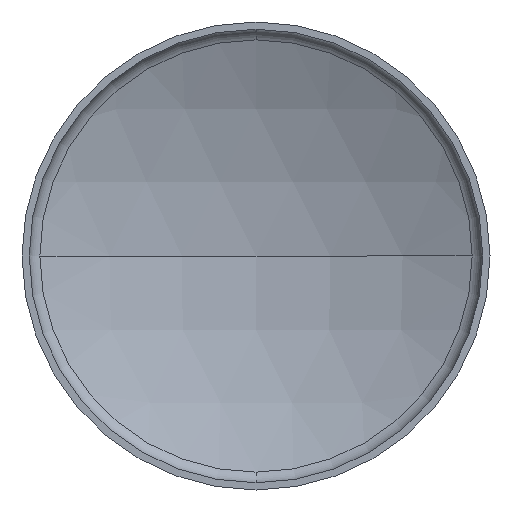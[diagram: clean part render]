
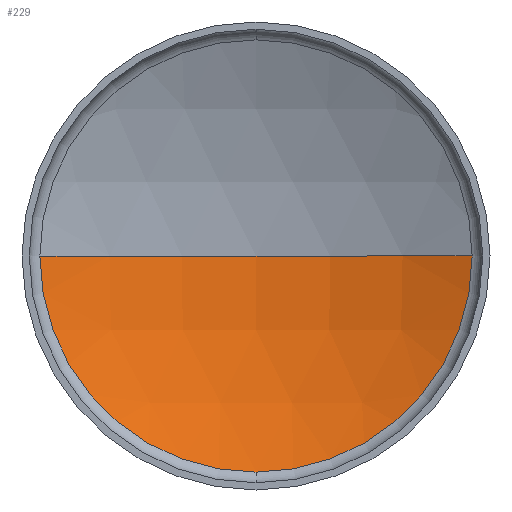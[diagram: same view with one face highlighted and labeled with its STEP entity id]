
A CAD part, front view. The second image highlights one B-rep face of the part: STEP entity #229.
In plain terms, the highlighted spherical face has radius 143.5 mm.
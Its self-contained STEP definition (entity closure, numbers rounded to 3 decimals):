
#5 = AXIS2_PLACEMENT_3D ( 'NONE', #189, #338, #22 ) ;
#12 = CARTESIAN_POINT ( 'NONE',  ( 0., 22.049, 0. ) ) ;
#19 = ORIENTED_EDGE ( 'NONE', *, *, #86, .F. ) ;
#20 = FACE_OUTER_BOUND ( 'NONE', #141, .T. ) ;
#22 = DIRECTION ( 'NONE',  ( 0., 0., 1. ) ) ;
#24 = CARTESIAN_POINT ( 'NONE',  ( 0., -108.5, 0. ) ) ;
#27 = CIRCLE ( 'NONE', #34, 59.576 ) ;
#31 = CARTESIAN_POINT ( 'NONE',  ( 59.576, 22.049, 0. ) ) ;
#34 = AXIS2_PLACEMENT_3D ( 'NONE', #12, #216, #288 ) ;
#55 = CARTESIAN_POINT ( 'NONE',  ( 0., 35., 0. ) ) ;
#75 = ORIENTED_EDGE ( 'NONE', *, *, #343, .T. ) ;
#80 = CARTESIAN_POINT ( 'NONE',  ( 0., 22.049, -59.576 ) ) ;
#82 = VERTEX_POINT ( 'NONE', #80 ) ;
#85 = DIRECTION ( 'NONE',  ( 0., 0., -1. ) ) ;
#86 = EDGE_CURVE ( 'NONE', #354, #82, #27, .T. ) ;
#138 = CIRCLE ( 'NONE', #5, 59.576 ) ;
#141 = EDGE_LOOP ( 'NONE', ( #19, #75, #419, #435 ) ) ;
#167 = CARTESIAN_POINT ( 'NONE',  ( -59.576, 22.049, 0. ) ) ;
#177 = EDGE_CURVE ( 'NONE', #370, #302, #383, .T. ) ;
#189 = CARTESIAN_POINT ( 'NONE',  ( 0., 22.049, 0. ) ) ;
#193 = DIRECTION ( 'NONE',  ( -1., 0., 0. ) ) ;
#216 = DIRECTION ( 'NONE',  ( 0., 1., 0. ) ) ;
#222 = AXIS2_PLACEMENT_3D ( 'NONE', #307, #312, #232 ) ;
#223 = EDGE_CURVE ( 'NONE', #82, #370, #138, .T. ) ;
#228 = DIRECTION ( 'NONE',  ( 0., 0., 1. ) ) ;
#229 = ADVANCED_FACE ( 'NONE', ( #20 ), #340, .F. ) ;
#232 = DIRECTION ( 'NONE',  ( 1., 0., 0. ) ) ;
#242 = CIRCLE ( 'NONE', #222, 143.5 ) ;
#288 = DIRECTION ( 'NONE',  ( 0., 0., 1. ) ) ;
#302 = VERTEX_POINT ( 'NONE', #55 ) ;
#304 = AXIS2_PLACEMENT_3D ( 'NONE', #24, #228, #193 ) ;
#307 = CARTESIAN_POINT ( 'NONE',  ( 0., -108.5, 0. ) ) ;
#312 = DIRECTION ( 'NONE',  ( 0., 0., 1. ) ) ;
#338 = DIRECTION ( 'NONE',  ( 0., 1., 0. ) ) ;
#340 = SPHERICAL_SURFACE ( 'NONE', #304, 143.5 ) ;
#343 = EDGE_CURVE ( 'NONE', #354, #302, #242, .T. ) ;
#354 = VERTEX_POINT ( 'NONE', #31 ) ;
#369 = DIRECTION ( 'NONE',  ( -1., 0., 0. ) ) ;
#370 = VERTEX_POINT ( 'NONE', #167 ) ;
#383 = CIRCLE ( 'NONE', #384, 143.5 ) ;
#384 = AXIS2_PLACEMENT_3D ( 'NONE', #405, #85, #369 ) ;
#405 = CARTESIAN_POINT ( 'NONE',  ( 0., -108.5, 0. ) ) ;
#419 = ORIENTED_EDGE ( 'NONE', *, *, #177, .F. ) ;
#435 = ORIENTED_EDGE ( 'NONE', *, *, #223, .F. ) ;
